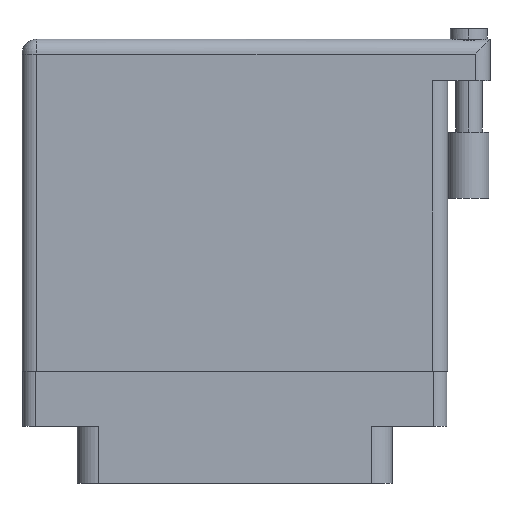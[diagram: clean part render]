
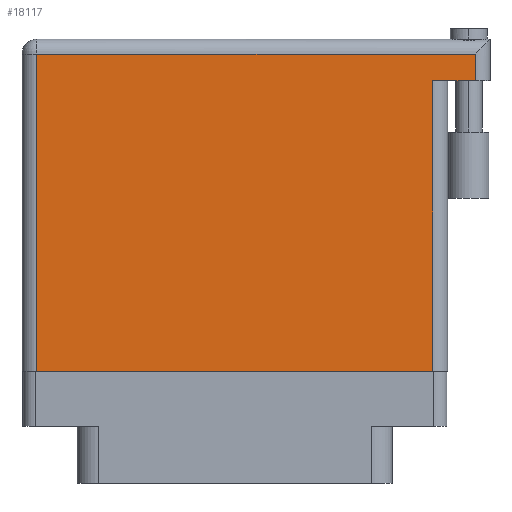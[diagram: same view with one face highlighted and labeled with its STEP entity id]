
A CAD part, front view. The second image highlights one B-rep face of the part: STEP entity #18117.
In plain terms, the highlighted face is planar.
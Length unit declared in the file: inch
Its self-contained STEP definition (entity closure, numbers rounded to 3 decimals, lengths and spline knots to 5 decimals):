
#1104 = LINE ( 'NONE', #15248, #37965 ) ;
#1149 = VERTEX_POINT ( 'NONE', #15180 ) ;
#1323 = VECTOR ( 'NONE', #9465, 39.37008 ) ;
#1471 = ORIENTED_EDGE ( 'NONE', *, *, #11241, .T. ) ;
#1755 = LINE ( 'NONE', #9089, #10140 ) ;
#2089 = DIRECTION ( 'NONE',  ( 0., 1., 0. ) ) ;
#3111 = LINE ( 'NONE', #28774, #31082 ) ;
#3198 = LINE ( 'NONE', #26195, #16640 ) ;
#5828 = EDGE_CURVE ( 'NONE', #33732, #28668, #3111, .T. ) ;
#7135 = ORIENTED_EDGE ( 'NONE', *, *, #11075, .T. ) ;
#8978 = CARTESIAN_POINT ( 'NONE',  ( 1.938, 1.369, 0. ) ) ;
#9069 = EDGE_CURVE ( 'NONE', #19469, #1149, #26563, .T. ) ;
#9089 = CARTESIAN_POINT ( 'NONE',  ( 2.208, 1.369, 0. ) ) ;
#9247 = ORIENTED_EDGE ( 'NONE', *, *, #19589, .T. ) ;
#9342 = ORIENTED_EDGE ( 'NONE', *, *, #5828, .T. ) ;
#9465 = DIRECTION ( 'NONE',  ( 1., 0., 0. ) ) ;
#10140 = VECTOR ( 'NONE', #32947, 39.37008 ) ;
#11075 = EDGE_CURVE ( 'NONE', #1149, #33732, #38677, .T. ) ;
#11241 = EDGE_CURVE ( 'NONE', #25985, #19469, #3198, .T. ) ;
#11527 = EDGE_CURVE ( 'NONE', #15164, #28668, #1755, .T. ) ;
#12500 = AXIS2_PLACEMENT_3D ( 'NONE', #34921, #37936, #25768 ) ;
#14197 = DIRECTION ( 'NONE',  ( -1., 0., 0. ) ) ;
#14224 = FACE_OUTER_BOUND ( 'NONE', #20414, .T. ) ;
#14340 = CARTESIAN_POINT ( 'NONE',  ( 1.938, 0., 0. ) ) ;
#15164 = VERTEX_POINT ( 'NONE', #26881 ) ;
#15180 = CARTESIAN_POINT ( 'NONE',  ( 0.07, 0., 0. ) ) ;
#15248 = CARTESIAN_POINT ( 'NONE',  ( 2.138, 1.566, 0. ) ) ;
#16640 = VECTOR ( 'NONE', #14197, 39.37008 ) ;
#17335 = CARTESIAN_POINT ( 'NONE',  ( 0.07, 0., 0. ) ) ;
#18117 = ADVANCED_FACE ( 'NONE', ( #14224 ), #22505, .F. ) ;
#19469 = VERTEX_POINT ( 'NONE', #25863 ) ;
#19589 = EDGE_CURVE ( 'NONE', #15164, #25985, #1104, .T. ) ;
#20414 = EDGE_LOOP ( 'NONE', ( #7135, #9342, #36872, #9247, #1471, #34260 ) ) ;
#20996 = DIRECTION ( 'NONE',  ( 0., 1., 0. ) ) ;
#22505 = PLANE ( 'NONE',  #12500 ) ;
#25768 = DIRECTION ( 'NONE',  ( -1., 0., 0. ) ) ;
#25836 = DIRECTION ( 'NONE',  ( 0., -1., 0. ) ) ;
#25863 = CARTESIAN_POINT ( 'NONE',  ( 0.07, 1.496, 0. ) ) ;
#25985 = VERTEX_POINT ( 'NONE', #38500 ) ;
#26195 = CARTESIAN_POINT ( 'NONE',  ( 0., 1.496, 0. ) ) ;
#26563 = LINE ( 'NONE', #17335, #28884 ) ;
#26881 = CARTESIAN_POINT ( 'NONE',  ( 2.138, 1.369, 0. ) ) ;
#28668 = VERTEX_POINT ( 'NONE', #8978 ) ;
#28774 = CARTESIAN_POINT ( 'NONE',  ( 1.938, 1.369, 0. ) ) ;
#28884 = VECTOR ( 'NONE', #25836, 39.37008 ) ;
#31082 = VECTOR ( 'NONE', #2089, 39.37008 ) ;
#32947 = DIRECTION ( 'NONE',  ( -1., 0., 0. ) ) ;
#33732 = VERTEX_POINT ( 'NONE', #14340 ) ;
#34260 = ORIENTED_EDGE ( 'NONE', *, *, #9069, .T. ) ;
#34921 = CARTESIAN_POINT ( 'NONE',  ( 0., 1.566, 0. ) ) ;
#36230 = CARTESIAN_POINT ( 'NONE',  ( 0., 0., 0. ) ) ;
#36872 = ORIENTED_EDGE ( 'NONE', *, *, #11527, .F. ) ;
#37936 = DIRECTION ( 'NONE',  ( 0., 0., -1. ) ) ;
#37965 = VECTOR ( 'NONE', #20996, 39.37008 ) ;
#38500 = CARTESIAN_POINT ( 'NONE',  ( 2.138, 1.496, 0. ) ) ;
#38677 = LINE ( 'NONE', #36230, #1323 ) ;
